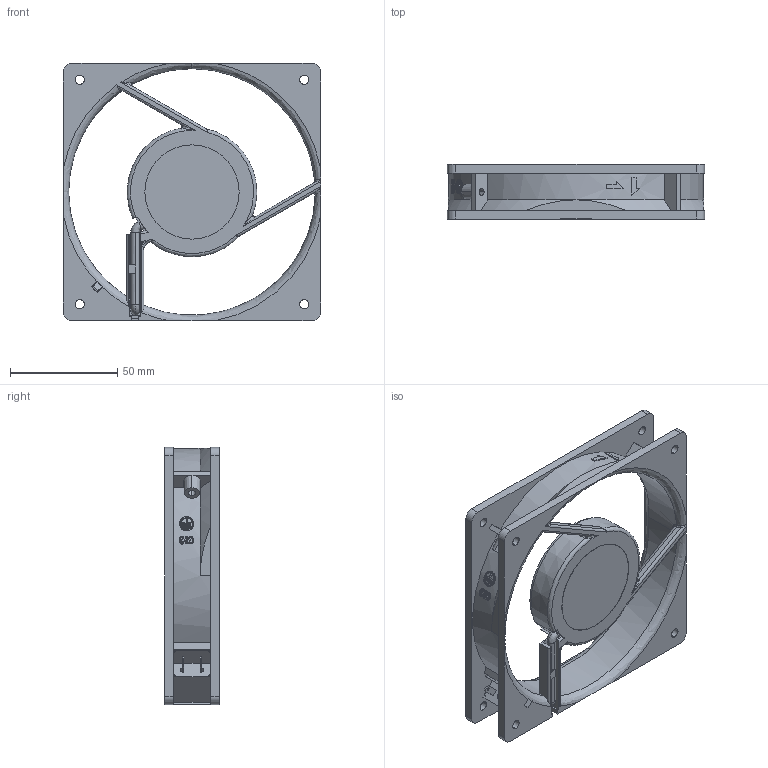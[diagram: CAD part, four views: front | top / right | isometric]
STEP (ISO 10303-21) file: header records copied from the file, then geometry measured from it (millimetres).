
FILE_DESCRIPTION (( 'STEP AP203' ), '1' );
FILE_NAME ('OA125AP_m2_frame.stp', '2022-04-27T16:20:35', ( '' ), ( '' ), 'SwSTEP 2.0', 'SolidWorks 2018', '' );
FILE_SCHEMA (( 'CONFIG_CONTROL_DESIGN' ));
Length unit declared in the file: millimetre
Products named in the file (1): OA125AP_m2_frame
Bounding box: 120 x 25.5 x 120 mm (x, y, z)
Volume: 89483.1 mm3; surface area: 47335 mm2
Topology: 1 solids, 1 shells, 421 faces, 1198 edges, 761 vertices
Faces by surface type: plane 212, cylinder 100, bspline 96, cone 13
Entity records: 20931 total; most frequent: CARTESIAN_POINT 10543, ORIENTED_EDGE 2370, DIRECTION 1861, EDGE_CURVE 1185, VERTEX_POINT 761, LINE 693, VECTOR 693, AXIS2_PLACEMENT_3D 584
